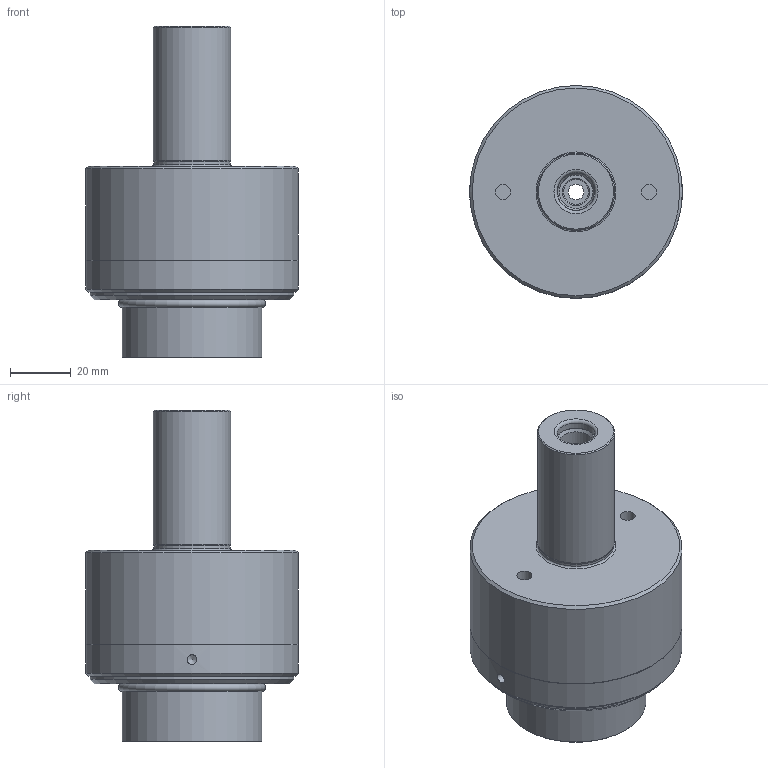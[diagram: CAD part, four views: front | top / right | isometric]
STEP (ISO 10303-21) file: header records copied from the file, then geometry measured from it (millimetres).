
FILE_DESCRIPTION(/* description */ (''),/* implementation_level */ '2;1');
FILE_NAME(/* name */ '262593204.stp',/* time_stamp */ '2021-01-21T11:12:03',/* author */ ('LRA'),/* organization */ ('REGO-FIX'),/* preprocessor_version */ ' Unknown',/* originating_system */ 'SIEMENS PLM Software Solid Edge ST10',/* authorization */ 'Unknown');
FILE_SCHEMA (('AUTOMOTIVE_DESIGN { 1 0 10303 214 2 1 1}'));
Length unit declared in the file: millimetre
Products named in the file (1): NOCUT
Bounding box: 70 x 70 x 109 mm (x, y, z)
Volume: 144330.7 mm3; surface area: 53343.4 mm2
Topology: 1 solids, 3 shells, 128 faces, 275 edges, 171 vertices
Faces by surface type: cone 40, cylinder 37, plane 27, torus 21, bspline 3
Full cylindrical faces by diameter (mm): 2.113 x1, 3.2 x2, 5 x4, 5.2 x2, 7.4 x1, 9 x2, 11 x1, 12 x1, 12.5 x2, 24 x1, 25.1 x1, 25.4 x1, 36 x1, 40.5 x1, 46 x2, 46.2 x1, 53.4 x1, 54 x1, 56 x1, 56.6 x1, 58.4 x1, 58.5 x1, 58.917 x1, 60 x1, 60.5 x1, 67 x1, 70 x2
Entity records: 4796 total; most frequent: CARTESIAN_POINT 1608, DIRECTION 514, ORIENTED_EDGE 286, FACE_BOUND 262, EDGE_LOOP 260, AXIS2_PLACEMENT_3D 256, EDGE_CURVE 143, VERTEX_POINT 139
